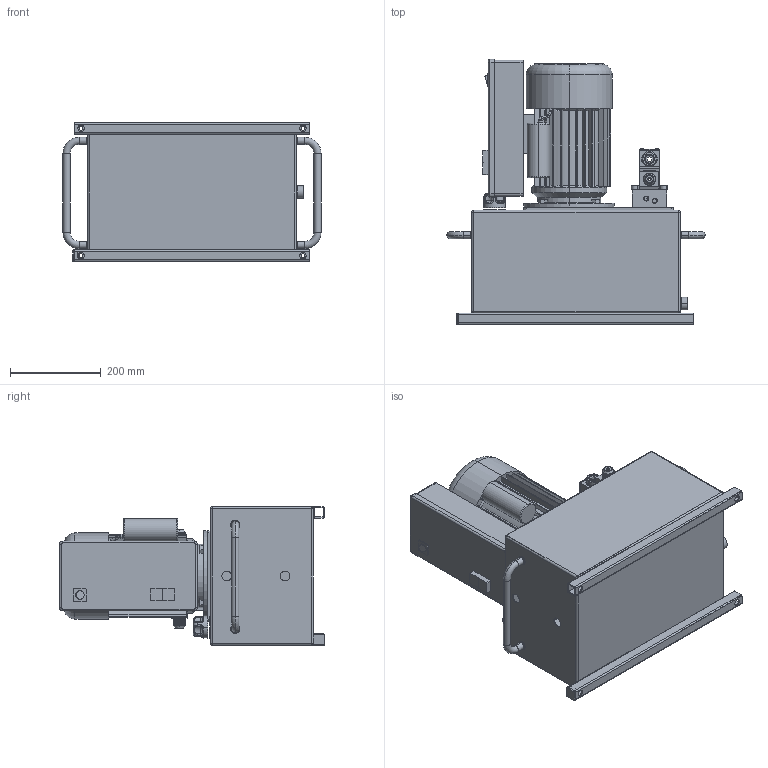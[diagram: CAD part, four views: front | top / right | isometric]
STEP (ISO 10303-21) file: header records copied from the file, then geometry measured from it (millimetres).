
FILE_DESCRIPTION (( 'STEP AP214' ), '1' );
FILE_NAME ('HEP3.STEP', '2016-03-08T09:39:49', ( '' ), ( '' ), 'SwSTEP 2.0', 'SolidWorks 2016', '' );
FILE_SCHEMA (( 'AUTOMOTIVE_DESIGN' ));
Length unit declared in the file: millimetre
Products named in the file (1): HEP3
Bounding box: 570 x 585 x 306 mm (x, y, z)
Surface area: 1915112.1 mm2 (no closed solid volume)
Topology: 0 solids, 49 shells, 1068 faces, 4491 edges, 3177 vertices
Faces by surface type: plane 625, cylinder 261, cone 94, torus 64, bspline 14, sphere 10
Entity records: 60950 total; most frequent: CARTESIAN_POINT 13155, DIRECTION 7426, ORIENTED_EDGE 6985, EDGE_CURVE 4479, VERTEX_POINT 3175, AXIS2_PLACEMENT_3D 2582, VECTOR 2262, LINE 2262
